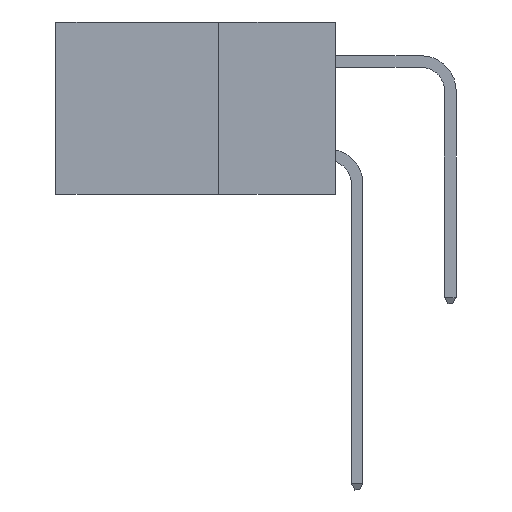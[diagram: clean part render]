
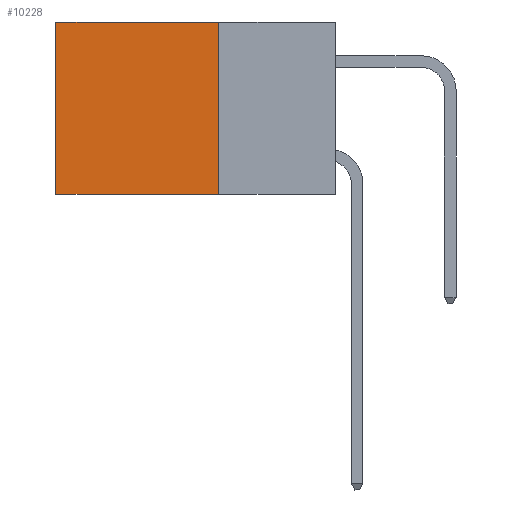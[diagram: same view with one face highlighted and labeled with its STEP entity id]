
A CAD part, left-side view. The second image highlights one B-rep face of the part: STEP entity #10228.
In plain terms, the highlighted planar face has unit normal (-1, 0, 0).
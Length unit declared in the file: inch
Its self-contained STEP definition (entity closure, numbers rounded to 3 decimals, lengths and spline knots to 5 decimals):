
#199 = DIRECTION ( 'NONE',  ( 0., 0., -1. ) ) ;
#582 = DIRECTION ( 'NONE',  ( 1., 0., 0. ) ) ;
#677 = ORIENTED_EDGE ( 'NONE', *, *, #6686, .T. ) ;
#1406 = VECTOR ( 'NONE', #5731, 39.37008 ) ;
#2234 = VERTEX_POINT ( 'NONE', #10205 ) ;
#2294 = CARTESIAN_POINT ( 'NONE',  ( 0.2875, 0.25, -0.37 ) ) ;
#2302 = EDGE_CURVE ( 'NONE', #2234, #5638, #10679, .T. ) ;
#2341 = DIRECTION ( 'NONE',  ( 0., 1., 0. ) ) ;
#2882 = AXIS2_PLACEMENT_3D ( 'NONE', #8852, #582, #7877 ) ;
#2900 = DIRECTION ( 'NONE',  ( 0., 1., 0. ) ) ;
#3038 = CARTESIAN_POINT ( 'NONE',  ( 0.2875, 0.25, 0. ) ) ;
#3089 = CARTESIAN_POINT ( 'NONE',  ( 0.2875, 0.6, 0. ) ) ;
#3193 = EDGE_CURVE ( 'NONE', #5638, #12015, #11553, .T. ) ;
#3778 = CARTESIAN_POINT ( 'NONE',  ( 0.2875, 0.6, 0. ) ) ;
#3826 = VECTOR ( 'NONE', #2900, 39.37008 ) ;
#3953 = ORIENTED_EDGE ( 'NONE', *, *, #3193, .F. ) ;
#4004 = VECTOR ( 'NONE', #2341, 39.37008 ) ;
#4583 = ORIENTED_EDGE ( 'NONE', *, *, #2302, .F. ) ;
#4906 = VERTEX_POINT ( 'NONE', #3089 ) ;
#5032 = CARTESIAN_POINT ( 'NONE',  ( 0.2875, 0.6, -0.37 ) ) ;
#5424 = VECTOR ( 'NONE', #199, 39.37008 ) ;
#5605 = EDGE_CURVE ( 'NONE', #2234, #4906, #9743, .T. ) ;
#5638 = VERTEX_POINT ( 'NONE', #2294 ) ;
#5731 = DIRECTION ( 'NONE',  ( 0., 0., -1. ) ) ;
#6187 = FACE_OUTER_BOUND ( 'NONE', #10043, .T. ) ;
#6686 = EDGE_CURVE ( 'NONE', #4906, #12015, #12106, .T. ) ;
#7566 = CARTESIAN_POINT ( 'NONE',  ( 0.2875, 0.25, 0. ) ) ;
#7877 = DIRECTION ( 'NONE',  ( 0., 0., -1. ) ) ;
#8852 = CARTESIAN_POINT ( 'NONE',  ( 0.2875, 0.25, 0. ) ) ;
#9743 = LINE ( 'NONE', #3038, #3826 ) ;
#10043 = EDGE_LOOP ( 'NONE', ( #677, #3953, #4583, #10768 ) ) ;
#10205 = CARTESIAN_POINT ( 'NONE',  ( 0.2875, 0.25, 0. ) ) ;
#10228 = ADVANCED_FACE ( 'NONE', ( #6187 ), #10798, .F. ) ;
#10646 = CARTESIAN_POINT ( 'NONE',  ( 0.2875, 0.25, -0.37 ) ) ;
#10679 = LINE ( 'NONE', #7566, #5424 ) ;
#10768 = ORIENTED_EDGE ( 'NONE', *, *, #5605, .T. ) ;
#10798 = PLANE ( 'NONE',  #2882 ) ;
#11553 = LINE ( 'NONE', #10646, #4004 ) ;
#12015 = VERTEX_POINT ( 'NONE', #5032 ) ;
#12106 = LINE ( 'NONE', #3778, #1406 ) ;
